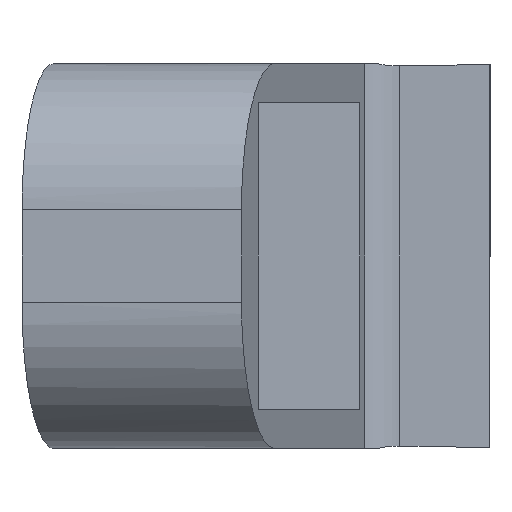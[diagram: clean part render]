
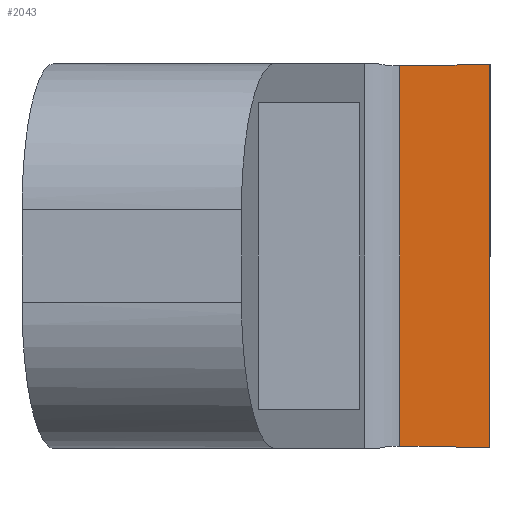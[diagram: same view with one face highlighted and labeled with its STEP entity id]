
A CAD part, left-side view. The second image highlights one B-rep face of the part: STEP entity #2043.
In plain terms, the highlighted planar face has unit normal (-1, 0, 0).
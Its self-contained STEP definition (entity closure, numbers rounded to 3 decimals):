
#15=ELLIPSE('',#2121,560.147,15.664);
#19=ELLIPSE('',#2125,560.147,15.664);
#116=PLANE('',#2153);
#223=FACE_OUTER_BOUND('',#340,.T.);
#340=EDGE_LOOP('',(#1876,#1877,#1878,#1879));
#550=LINE('',#3736,#757);
#551=LINE('',#3738,#758);
#757=VECTOR('',#2547,10.);
#758=VECTOR('',#2550,10.);
#992=VERTEX_POINT('',#3599);
#993=VERTEX_POINT('',#3608);
#998=VERTEX_POINT('',#3644);
#999=VERTEX_POINT('',#3646);
#1267=EDGE_CURVE('',#993,#992,#15,.T.);
#1273=EDGE_CURVE('',#999,#998,#19,.T.);
#1316=EDGE_CURVE('',#998,#993,#550,.T.);
#1317=EDGE_CURVE('',#999,#992,#551,.T.);
#1876=ORIENTED_EDGE('',*,*,#1267,.T.);
#1877=ORIENTED_EDGE('',*,*,#1317,.F.);
#1878=ORIENTED_EDGE('',*,*,#1273,.T.);
#1879=ORIENTED_EDGE('',*,*,#1316,.T.);
#2043=ADVANCED_FACE('',(#223),#116,.T.);
#2121=AXIS2_PLACEMENT_3D('',#3609,#2453,#2454);
#2125=AXIS2_PLACEMENT_3D('',#3647,#2461,#2462);
#2153=AXIS2_PLACEMENT_3D('',#3737,#2548,#2549);
#2453=DIRECTION('center_axis',(-1.,0.,0.));
#2454=DIRECTION('ref_axis',(0.,1.,0.));
#2461=DIRECTION('center_axis',(-1.,0.,0.));
#2462=DIRECTION('ref_axis',(0.,1.,0.));
#2547=DIRECTION('',(0.,0.,1.));
#2548=DIRECTION('center_axis',(-1.,0.,0.));
#2549=DIRECTION('ref_axis',(0.,-1.,0.));
#2550=DIRECTION('',(0.,0.,1.));
#3599=CARTESIAN_POINT('',(18.4,-2.128,29.861));
#3608=CARTESIAN_POINT('',(18.4,-8.628,29.962));
#3609=CARTESIAN_POINT('Origin',(18.4,-276.28,16.202));
#3644=CARTESIAN_POINT('',(18.4,-8.628,2.442));
#3646=CARTESIAN_POINT('',(18.4,-2.128,2.542));
#3647=CARTESIAN_POINT('Origin',(18.4,-276.28,16.202));
#3736=CARTESIAN_POINT('',(18.4,-8.628,2.377));
#3737=CARTESIAN_POINT('Origin',(18.4,-2.128,2.377));
#3738=CARTESIAN_POINT('',(18.4,-2.128,2.377));
